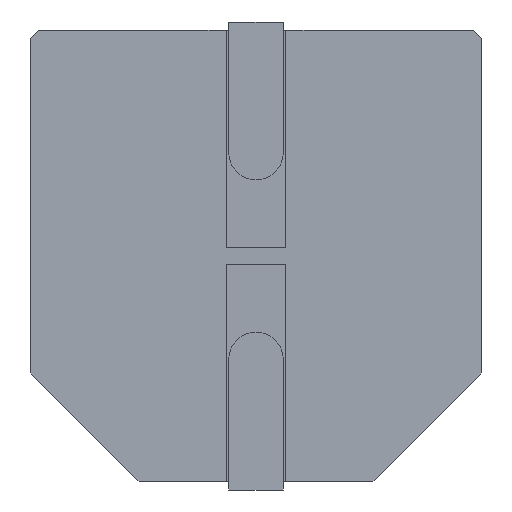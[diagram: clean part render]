
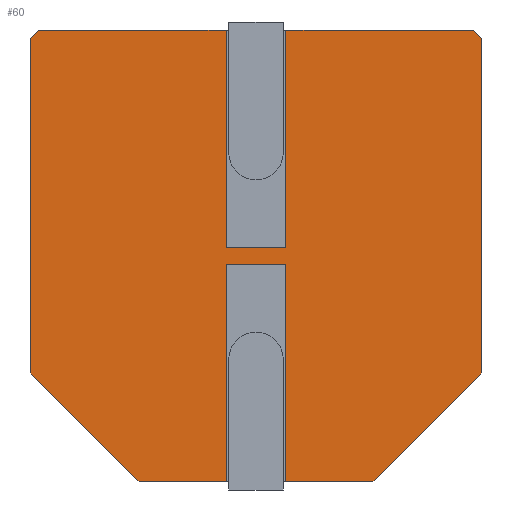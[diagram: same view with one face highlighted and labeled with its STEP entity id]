
A CAD part, front view. The second image highlights one B-rep face of the part: STEP entity #60.
In plain terms, the highlighted planar face has unit normal (0, -1, 0).
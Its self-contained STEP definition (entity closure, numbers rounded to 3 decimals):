
#11 = ORIENTED_EDGE ( 'NONE', *, *, #3289, .F. ) ;
#48 = EDGE_CURVE ( 'NONE', #3102, #747, #695, .T. ) ;
#60 = ADVANCED_FACE ( 'NONE', ( #164 ), #1902, .T. ) ;
#95 = LINE ( 'NONE', #1240, #624 ) ;
#100 = CARTESIAN_POINT ( 'NONE',  ( -0.55, 0., -4.15 ) ) ;
#152 = AXIS2_PLACEMENT_3D ( 'NONE', #425, #715, #3594 ) ;
#164 = FACE_OUTER_BOUND ( 'NONE', #1304, .T. ) ;
#196 = VECTOR ( 'NONE', #283, 1000. ) ;
#246 = ORIENTED_EDGE ( 'NONE', *, *, #3273, .T. ) ;
#271 = CARTESIAN_POINT ( 'NONE',  ( 4.15, 0., 4.15 ) ) ;
#283 = DIRECTION ( 'NONE',  ( 1., 0., 0. ) ) ;
#308 = CARTESIAN_POINT ( 'NONE',  ( -4.15, 0., 4.15 ) ) ;
#320 = EDGE_CURVE ( 'NONE', #3559, #549, #2223, .T. ) ;
#353 = CARTESIAN_POINT ( 'NONE',  ( 0.55, 0., 4.15 ) ) ;
#393 = EDGE_CURVE ( 'NONE', #1799, #3185, #3148, .T. ) ;
#395 = CARTESIAN_POINT ( 'NONE',  ( -3.15, 0., -3.15 ) ) ;
#421 = ORIENTED_EDGE ( 'NONE', *, *, #438, .F. ) ;
#425 = CARTESIAN_POINT ( 'NONE',  ( 0., 0., 0. ) ) ;
#438 = EDGE_CURVE ( 'NONE', #2963, #3553, #2935, .T. ) ;
#460 = ORIENTED_EDGE ( 'NONE', *, *, #2577, .T. ) ;
#476 = DIRECTION ( 'NONE',  ( 1., 0., 0. ) ) ;
#483 = ORIENTED_EDGE ( 'NONE', *, *, #320, .T. ) ;
#501 = DIRECTION ( 'NONE',  ( -0.707, 0., 0.707 ) ) ;
#549 = VERTEX_POINT ( 'NONE', #3363 ) ;
#558 = DIRECTION ( 'NONE',  ( -0.707, 0., -0.707 ) ) ;
#580 = VECTOR ( 'NONE', #501, 1000. ) ;
#591 = VECTOR ( 'NONE', #1393, 1000. ) ;
#624 = VECTOR ( 'NONE', #3584, 1000. ) ;
#695 = LINE ( 'NONE', #2165, #2210 ) ;
#714 = VERTEX_POINT ( 'NONE', #1479 ) ;
#715 = DIRECTION ( 'NONE',  ( 0., -1., 0. ) ) ;
#747 = VERTEX_POINT ( 'NONE', #2606 ) ;
#756 = CARTESIAN_POINT ( 'NONE',  ( -4., 0., 4.15 ) ) ;
#794 = CARTESIAN_POINT ( 'NONE',  ( -0.55, 0., -0.15 ) ) ;
#835 = DIRECTION ( 'NONE',  ( 0., 0., 1. ) ) ;
#851 = CARTESIAN_POINT ( 'NONE',  ( -2.15, 0., -4.15 ) ) ;
#871 = EDGE_CURVE ( 'NONE', #1203, #714, #1983, .T. ) ;
#925 = ORIENTED_EDGE ( 'NONE', *, *, #927, .F. ) ;
#927 = EDGE_CURVE ( 'NONE', #3563, #1048, #3684, .T. ) ;
#930 = LINE ( 'NONE', #3269, #2933 ) ;
#999 = VECTOR ( 'NONE', #2528, 1000. ) ;
#1048 = VERTEX_POINT ( 'NONE', #851 ) ;
#1069 = VECTOR ( 'NONE', #1934, 1000. ) ;
#1102 = LINE ( 'NONE', #271, #1883 ) ;
#1203 = VERTEX_POINT ( 'NONE', #794 ) ;
#1215 = EDGE_CURVE ( 'NONE', #1203, #3563, #1333, .T. ) ;
#1240 = CARTESIAN_POINT ( 'NONE',  ( 0., 0., 0.15 ) ) ;
#1304 = EDGE_LOOP ( 'NONE', ( #2416, #1916, #2312, #421, #246, #925, #1712, #1463, #460, #11, #483, #3244, #2374, #3005, #3423, #2809 ) ) ;
#1333 = LINE ( 'NONE', #3101, #999 ) ;
#1393 = DIRECTION ( 'NONE',  ( 0.707, 0., 0.707 ) ) ;
#1463 = ORIENTED_EDGE ( 'NONE', *, *, #871, .T. ) ;
#1477 = VECTOR ( 'NONE', #2879, 1000. ) ;
#1479 = CARTESIAN_POINT ( 'NONE',  ( 0.55, 0., -0.15 ) ) ;
#1548 = VERTEX_POINT ( 'NONE', #756 ) ;
#1712 = ORIENTED_EDGE ( 'NONE', *, *, #1215, .F. ) ;
#1713 = CARTESIAN_POINT ( 'NONE',  ( 0., 0., -0.15 ) ) ;
#1714 = LINE ( 'NONE', #2881, #196 ) ;
#1755 = VERTEX_POINT ( 'NONE', #3746 ) ;
#1799 = VERTEX_POINT ( 'NONE', #3203 ) ;
#1883 = VECTOR ( 'NONE', #2301, 1000. ) ;
#1902 = PLANE ( 'NONE',  #152 ) ;
#1916 = ORIENTED_EDGE ( 'NONE', *, *, #3724, .F. ) ;
#1934 = DIRECTION ( 'NONE',  ( -1., 0., 0. ) ) ;
#1937 = EDGE_CURVE ( 'NONE', #2929, #1755, #3667, .T. ) ;
#1952 = CARTESIAN_POINT ( 'NONE',  ( 4., 0., 4.15 ) ) ;
#1983 = LINE ( 'NONE', #1713, #1477 ) ;
#2037 = VERTEX_POINT ( 'NONE', #2483 ) ;
#2118 = EDGE_CURVE ( 'NONE', #2929, #3185, #1714, .T. ) ;
#2153 = DIRECTION ( 'NONE',  ( 0.707, 0., -0.707 ) ) ;
#2165 = CARTESIAN_POINT ( 'NONE',  ( -0.55, 0., 0. ) ) ;
#2195 = VECTOR ( 'NONE', #2153, 1000. ) ;
#2196 = LINE ( 'NONE', #3088, #2878 ) ;
#2210 = VECTOR ( 'NONE', #2763, 1000. ) ;
#2223 = LINE ( 'NONE', #2257, #591 ) ;
#2237 = CARTESIAN_POINT ( 'NONE',  ( 4.075, 0., 4.075 ) ) ;
#2257 = CARTESIAN_POINT ( 'NONE',  ( 3.15, 0., -3.15 ) ) ;
#2285 = EDGE_CURVE ( 'NONE', #1548, #3553, #2327, .T. ) ;
#2301 = DIRECTION ( 'NONE',  ( 0., 0., -1. ) ) ;
#2312 = ORIENTED_EDGE ( 'NONE', *, *, #2285, .T. ) ;
#2327 = LINE ( 'NONE', #3763, #2987 ) ;
#2373 = CARTESIAN_POINT ( 'NONE',  ( -4.15, 0., -2.15 ) ) ;
#2374 = ORIENTED_EDGE ( 'NONE', *, *, #393, .T. ) ;
#2416 = ORIENTED_EDGE ( 'NONE', *, *, #48, .F. ) ;
#2443 = CARTESIAN_POINT ( 'NONE',  ( -4.15, 0., -4.15 ) ) ;
#2481 = EDGE_CURVE ( 'NONE', #1799, #549, #1102, .T. ) ;
#2483 = CARTESIAN_POINT ( 'NONE',  ( 0.55, 0., -4.15 ) ) ;
#2528 = DIRECTION ( 'NONE',  ( 0., 0., -1. ) ) ;
#2577 = EDGE_CURVE ( 'NONE', #714, #2037, #930, .T. ) ;
#2606 = CARTESIAN_POINT ( 'NONE',  ( -0.55, 0., 0.15 ) ) ;
#2635 = EDGE_CURVE ( 'NONE', #747, #1755, #95, .T. ) ;
#2668 = DIRECTION ( 'NONE',  ( 0., 0., -1. ) ) ;
#2694 = VECTOR ( 'NONE', #835, 1000. ) ;
#2752 = CARTESIAN_POINT ( 'NONE',  ( 2.15, 0., -4.15 ) ) ;
#2763 = DIRECTION ( 'NONE',  ( 0., 0., -1. ) ) ;
#2792 = CARTESIAN_POINT ( 'NONE',  ( -4.15, 0., -4.15 ) ) ;
#2809 = ORIENTED_EDGE ( 'NONE', *, *, #2635, .F. ) ;
#2878 = VECTOR ( 'NONE', #476, 1000. ) ;
#2879 = DIRECTION ( 'NONE',  ( 1., 0., 0. ) ) ;
#2881 = CARTESIAN_POINT ( 'NONE',  ( -4.15, 0., 4.15 ) ) ;
#2929 = VERTEX_POINT ( 'NONE', #353 ) ;
#2933 = VECTOR ( 'NONE', #2668, 1000. ) ;
#2935 = LINE ( 'NONE', #308, #2694 ) ;
#2963 = VERTEX_POINT ( 'NONE', #2373 ) ;
#2987 = VECTOR ( 'NONE', #558, 1000. ) ;
#3003 = LINE ( 'NONE', #395, #2195 ) ;
#3005 = ORIENTED_EDGE ( 'NONE', *, *, #2118, .F. ) ;
#3011 = CARTESIAN_POINT ( 'NONE',  ( -4.15, 0., 4. ) ) ;
#3088 = CARTESIAN_POINT ( 'NONE',  ( -4.15, 0., 4.15 ) ) ;
#3101 = CARTESIAN_POINT ( 'NONE',  ( -0.55, 0., 0. ) ) ;
#3102 = VERTEX_POINT ( 'NONE', #3355 ) ;
#3108 = CARTESIAN_POINT ( 'NONE',  ( 0.55, 0., 0. ) ) ;
#3148 = LINE ( 'NONE', #2237, #580 ) ;
#3185 = VERTEX_POINT ( 'NONE', #1952 ) ;
#3203 = CARTESIAN_POINT ( 'NONE',  ( 4.15, 0., 4. ) ) ;
#3244 = ORIENTED_EDGE ( 'NONE', *, *, #2481, .F. ) ;
#3251 = DIRECTION ( 'NONE',  ( -1., 0., 0. ) ) ;
#3269 = CARTESIAN_POINT ( 'NONE',  ( 0.55, 0., 0. ) ) ;
#3273 = EDGE_CURVE ( 'NONE', #2963, #1048, #3003, .T. ) ;
#3289 = EDGE_CURVE ( 'NONE', #3559, #2037, #3302, .T. ) ;
#3302 = LINE ( 'NONE', #2443, #3486 ) ;
#3355 = CARTESIAN_POINT ( 'NONE',  ( -0.55, 0., 4.15 ) ) ;
#3363 = CARTESIAN_POINT ( 'NONE',  ( 4.15, 0., -2.15 ) ) ;
#3423 = ORIENTED_EDGE ( 'NONE', *, *, #1937, .T. ) ;
#3486 = VECTOR ( 'NONE', #3251, 1000. ) ;
#3536 = VECTOR ( 'NONE', #3687, 1000. ) ;
#3553 = VERTEX_POINT ( 'NONE', #3011 ) ;
#3559 = VERTEX_POINT ( 'NONE', #2752 ) ;
#3563 = VERTEX_POINT ( 'NONE', #100 ) ;
#3584 = DIRECTION ( 'NONE',  ( 1., 0., 0. ) ) ;
#3594 = DIRECTION ( 'NONE',  ( 0., 0., -1. ) ) ;
#3667 = LINE ( 'NONE', #3108, #3536 ) ;
#3684 = LINE ( 'NONE', #2792, #1069 ) ;
#3687 = DIRECTION ( 'NONE',  ( 0., 0., -1. ) ) ;
#3724 = EDGE_CURVE ( 'NONE', #1548, #3102, #2196, .T. ) ;
#3746 = CARTESIAN_POINT ( 'NONE',  ( 0.55, 0., 0.15 ) ) ;
#3763 = CARTESIAN_POINT ( 'NONE',  ( -4.075, 0., 4.075 ) ) ;
